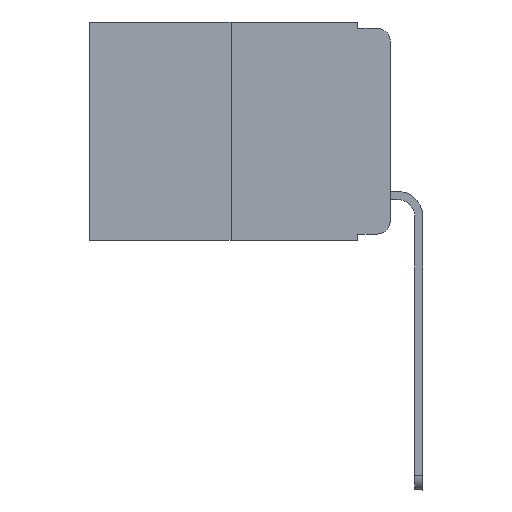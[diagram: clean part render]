
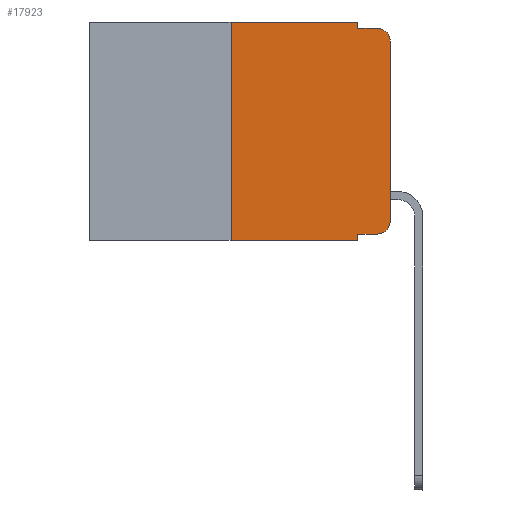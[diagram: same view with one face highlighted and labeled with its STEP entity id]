
A CAD part, left-side view. The second image highlights one B-rep face of the part: STEP entity #17923.
In plain terms, the highlighted planar face has unit normal (-1, 0, 0).
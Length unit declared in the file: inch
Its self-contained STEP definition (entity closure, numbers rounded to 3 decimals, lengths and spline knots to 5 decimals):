
#91 = VECTOR ( 'NONE', #18735, 39.37008 ) ;
#204 = VECTOR ( 'NONE', #18206, 39.37008 ) ;
#246 = LINE ( 'NONE', #8151, #20271 ) ;
#877 = ORIENTED_EDGE ( 'NONE', *, *, #5494, .T. ) ;
#1117 = VECTOR ( 'NONE', #4830, 39.37008 ) ;
#1201 = EDGE_LOOP ( 'NONE', ( #21457, #8859, #8670, #12087, #22828, #14533, #2001, #10208, #877, #20573 ) ) ;
#1218 = VERTEX_POINT ( 'NONE', #21744 ) ;
#2001 = ORIENTED_EDGE ( 'NONE', *, *, #22492, .T. ) ;
#2043 = LINE ( 'NONE', #25583, #5077 ) ;
#2114 = DIRECTION ( 'NONE',  ( 0., 0., -1. ) ) ;
#2370 = CARTESIAN_POINT ( 'NONE',  ( 0., 0.473, 0. ) ) ;
#2396 = DIRECTION ( 'NONE',  ( 0., 0., -1. ) ) ;
#3110 = CARTESIAN_POINT ( 'NONE',  ( 0., 0.051, -0.01 ) ) ;
#3438 = VECTOR ( 'NONE', #11440, 39.37008 ) ;
#3451 = DIRECTION ( 'NONE',  ( -1., 0., 0. ) ) ;
#3485 = CARTESIAN_POINT ( 'NONE',  ( 0., 0.02, -0.333 ) ) ;
#3793 = CARTESIAN_POINT ( 'NONE',  ( 0., 0.02, -0.03 ) ) ;
#3903 = CARTESIAN_POINT ( 'NONE',  ( 0., 0.051, -0.01 ) ) ;
#4031 = DIRECTION ( 'NONE',  ( 0., 0., -1. ) ) ;
#4253 = EDGE_CURVE ( 'NONE', #5414, #12200, #12233, .T. ) ;
#4830 = DIRECTION ( 'NONE',  ( 0., 0., 1. ) ) ;
#4999 = CARTESIAN_POINT ( 'NONE',  ( 0., 0.25, -0.343 ) ) ;
#5077 = VECTOR ( 'NONE', #17949, 39.37008 ) ;
#5090 = LINE ( 'NONE', #11071, #1117 ) ;
#5414 = VERTEX_POINT ( 'NONE', #19125 ) ;
#5494 = EDGE_CURVE ( 'NONE', #5414, #15748, #2043, .T. ) ;
#5969 = LINE ( 'NONE', #15823, #23332 ) ;
#6041 = LINE ( 'NONE', #7865, #204 ) ;
#6872 = CARTESIAN_POINT ( 'NONE',  ( 0., 0.051, 0. ) ) ;
#7043 = EDGE_CURVE ( 'NONE', #12523, #13351, #20523, .T. ) ;
#7159 = CARTESIAN_POINT ( 'NONE',  ( 0., 0., -0.03 ) ) ;
#7410 = LINE ( 'NONE', #3903, #3438 ) ;
#7769 = VERTEX_POINT ( 'NONE', #3110 ) ;
#7865 = CARTESIAN_POINT ( 'NONE',  ( 0., 0.473, -0.343 ) ) ;
#7970 = EDGE_CURVE ( 'NONE', #19441, #12523, #5090, .T. ) ;
#8151 = CARTESIAN_POINT ( 'NONE',  ( 0., 0.473, 0. ) ) ;
#8670 = ORIENTED_EDGE ( 'NONE', *, *, #21340, .F. ) ;
#8859 = ORIENTED_EDGE ( 'NONE', *, *, #7043, .T. ) ;
#9394 = AXIS2_PLACEMENT_3D ( 'NONE', #3793, #19579, #15967 ) ;
#10014 = FACE_OUTER_BOUND ( 'NONE', #1201, .T. ) ;
#10208 = ORIENTED_EDGE ( 'NONE', *, *, #4253, .F. ) ;
#10354 = CARTESIAN_POINT ( 'NONE',  ( 0., 0.02, -0.01 ) ) ;
#11071 = CARTESIAN_POINT ( 'NONE',  ( 0., 0., 0. ) ) ;
#11440 = DIRECTION ( 'NONE',  ( 0., -1., 0. ) ) ;
#11668 = AXIS2_PLACEMENT_3D ( 'NONE', #2370, #16096, #2114 ) ;
#12048 = EDGE_CURVE ( 'NONE', #1218, #12843, #246, .T. ) ;
#12087 = ORIENTED_EDGE ( 'NONE', *, *, #17012, .F. ) ;
#12200 = VERTEX_POINT ( 'NONE', #13443 ) ;
#12233 = LINE ( 'NONE', #20101, #14129 ) ;
#12523 = VERTEX_POINT ( 'NONE', #7159 ) ;
#12766 = CARTESIAN_POINT ( 'NONE',  ( 0., 0., -0.313 ) ) ;
#12843 = VERTEX_POINT ( 'NONE', #6872 ) ;
#13177 = LINE ( 'NONE', #24805, #91 ) ;
#13351 = VERTEX_POINT ( 'NONE', #10354 ) ;
#13443 = CARTESIAN_POINT ( 'NONE',  ( 0., 0.051, -0.343 ) ) ;
#14129 = VECTOR ( 'NONE', #2396, 39.37008 ) ;
#14533 = ORIENTED_EDGE ( 'NONE', *, *, #14983, .F. ) ;
#14978 = VERTEX_POINT ( 'NONE', #4999 ) ;
#14983 = EDGE_CURVE ( 'NONE', #14978, #1218, #13177, .T. ) ;
#15115 = DIRECTION ( 'NONE',  ( 0., 0., -1. ) ) ;
#15748 = VERTEX_POINT ( 'NONE', #3485 ) ;
#15823 = CARTESIAN_POINT ( 'NONE',  ( 0., 0.051, 0. ) ) ;
#15967 = DIRECTION ( 'NONE',  ( 0., 0., -1. ) ) ;
#16096 = DIRECTION ( 'NONE',  ( 1., 0., 0. ) ) ;
#17012 = EDGE_CURVE ( 'NONE', #12843, #7769, #5969, .T. ) ;
#17923 = ADVANCED_FACE ( 'NONE', ( #10014 ), #19830, .F. ) ;
#17949 = DIRECTION ( 'NONE',  ( 0., -1., 0. ) ) ;
#18206 = DIRECTION ( 'NONE',  ( 0., -1., 0. ) ) ;
#18723 = CIRCLE ( 'NONE', #25332, 0.02 ) ;
#18735 = DIRECTION ( 'NONE',  ( 0., 0., 1. ) ) ;
#19125 = CARTESIAN_POINT ( 'NONE',  ( 0., 0.051, -0.333 ) ) ;
#19144 = EDGE_CURVE ( 'NONE', #15748, #19441, #18723, .T. ) ;
#19441 = VERTEX_POINT ( 'NONE', #12766 ) ;
#19579 = DIRECTION ( 'NONE',  ( -1., 0., 0. ) ) ;
#19830 = PLANE ( 'NONE',  #11668 ) ;
#20101 = CARTESIAN_POINT ( 'NONE',  ( 0., 0.051, 0. ) ) ;
#20271 = VECTOR ( 'NONE', #20677, 39.37008 ) ;
#20523 = CIRCLE ( 'NONE', #9394, 0.02 ) ;
#20573 = ORIENTED_EDGE ( 'NONE', *, *, #19144, .T. ) ;
#20677 = DIRECTION ( 'NONE',  ( 0., -1., 0. ) ) ;
#21036 = CARTESIAN_POINT ( 'NONE',  ( 0., 0.02, -0.313 ) ) ;
#21340 = EDGE_CURVE ( 'NONE', #7769, #13351, #7410, .T. ) ;
#21457 = ORIENTED_EDGE ( 'NONE', *, *, #7970, .T. ) ;
#21744 = CARTESIAN_POINT ( 'NONE',  ( 0., 0.25, 0. ) ) ;
#22492 = EDGE_CURVE ( 'NONE', #14978, #12200, #6041, .T. ) ;
#22828 = ORIENTED_EDGE ( 'NONE', *, *, #12048, .F. ) ;
#23332 = VECTOR ( 'NONE', #4031, 39.37008 ) ;
#24805 = CARTESIAN_POINT ( 'NONE',  ( 0., 0.25, 0. ) ) ;
#25332 = AXIS2_PLACEMENT_3D ( 'NONE', #21036, #3451, #15115 ) ;
#25583 = CARTESIAN_POINT ( 'NONE',  ( 0., 0.051, -0.333 ) ) ;
